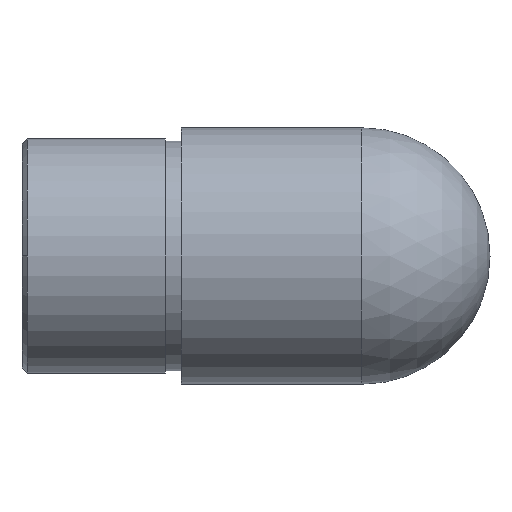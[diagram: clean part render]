
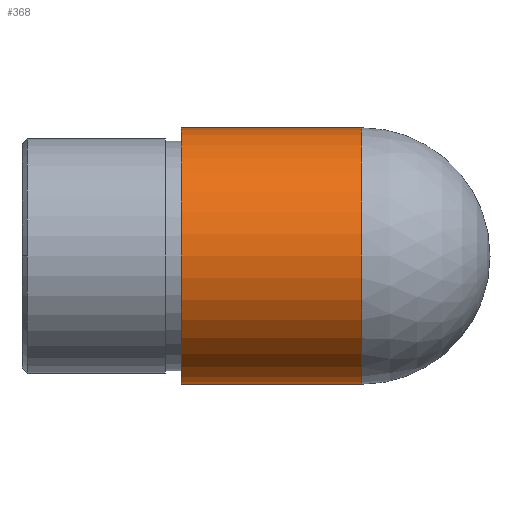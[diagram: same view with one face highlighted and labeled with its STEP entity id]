
A CAD part, left-side view. The second image highlights one B-rep face of the part: STEP entity #368.
In plain terms, the highlighted cylindrical face has radius 24.15 mm (diameter 48.3 mm), a partial arc.
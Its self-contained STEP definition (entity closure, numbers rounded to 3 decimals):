
#53 = CARTESIAN_POINT ( 'NONE',  ( 0., 0., 24.15 ) ) ;
#60 = DIRECTION ( 'NONE',  ( 0., -1., 0. ) ) ;
#66 = VECTOR ( 'NONE', #60, 1000. ) ;
#132 = VERTEX_POINT ( 'NONE', #566 ) ;
#154 = ORIENTED_EDGE ( 'NONE', *, *, #367, .T. ) ;
#167 = ORIENTED_EDGE ( 'NONE', *, *, #1070, .T. ) ;
#244 = CYLINDRICAL_SURFACE ( 'NONE', #907, 24.15 ) ;
#269 = CARTESIAN_POINT ( 'NONE',  ( 0., 33.97, -24.15 ) ) ;
#354 = CARTESIAN_POINT ( 'NONE',  ( 0., 0., 0. ) ) ;
#358 = EDGE_LOOP ( 'NONE', ( #701, #167, #154, #846 ) ) ;
#367 = EDGE_CURVE ( 'NONE', #1287, #698, #404, .T. ) ;
#368 = ADVANCED_FACE ( 'NONE', ( #609 ), #244, .T. ) ;
#404 = CIRCLE ( 'NONE', #753, 24.15 ) ;
#418 = VECTOR ( 'NONE', #738, 1000. ) ;
#456 = DIRECTION ( 'NONE',  ( 0., -1., 0. ) ) ;
#494 = CARTESIAN_POINT ( 'NONE',  ( 0., 0., -24.15 ) ) ;
#566 = CARTESIAN_POINT ( 'NONE',  ( 0., 33.97, 24.15 ) ) ;
#609 = FACE_OUTER_BOUND ( 'NONE', #358, .T. ) ;
#698 = VERTEX_POINT ( 'NONE', #924 ) ;
#701 = ORIENTED_EDGE ( 'NONE', *, *, #1110, .F. ) ;
#709 = LINE ( 'NONE', #53, #418 ) ;
#711 = DIRECTION ( 'NONE',  ( 0., 0., 1. ) ) ;
#721 = VERTEX_POINT ( 'NONE', #269 ) ;
#732 = CIRCLE ( 'NONE', #1131, 24.15 ) ;
#738 = DIRECTION ( 'NONE',  ( 0., -1., 0. ) ) ;
#753 = AXIS2_PLACEMENT_3D ( 'NONE', #354, #1231, #1116 ) ;
#815 = EDGE_CURVE ( 'NONE', #132, #698, #709, .T. ) ;
#846 = ORIENTED_EDGE ( 'NONE', *, *, #815, .F. ) ;
#907 = AXIS2_PLACEMENT_3D ( 'NONE', #1237, #456, #1003 ) ;
#924 = CARTESIAN_POINT ( 'NONE',  ( 0., 0., 24.15 ) ) ;
#931 = CARTESIAN_POINT ( 'NONE',  ( 0., 33.97, 0. ) ) ;
#1003 = DIRECTION ( 'NONE',  ( 0., 0., 1. ) ) ;
#1070 = EDGE_CURVE ( 'NONE', #721, #1287, #1242, .T. ) ;
#1110 = EDGE_CURVE ( 'NONE', #721, #132, #732, .T. ) ;
#1116 = DIRECTION ( 'NONE',  ( 0., 0., 1. ) ) ;
#1131 = AXIS2_PLACEMENT_3D ( 'NONE', #931, #1357, #711 ) ;
#1231 = DIRECTION ( 'NONE',  ( 0., 1., 0. ) ) ;
#1237 = CARTESIAN_POINT ( 'NONE',  ( 0., 0., 0. ) ) ;
#1242 = LINE ( 'NONE', #1347, #66 ) ;
#1287 = VERTEX_POINT ( 'NONE', #494 ) ;
#1347 = CARTESIAN_POINT ( 'NONE',  ( 0., 0., -24.15 ) ) ;
#1357 = DIRECTION ( 'NONE',  ( 0., 1., 0. ) ) ;
